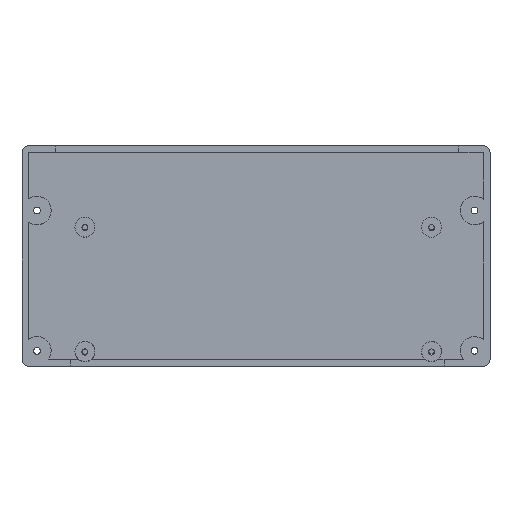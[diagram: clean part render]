
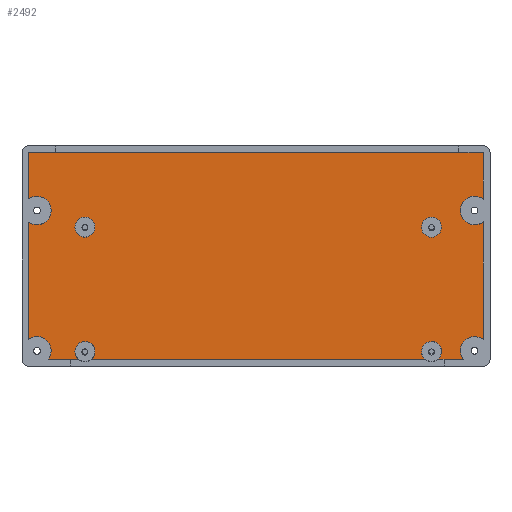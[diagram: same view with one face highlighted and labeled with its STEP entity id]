
A CAD part, top view. The second image highlights one B-rep face of the part: STEP entity #2492.
In plain terms, the highlighted planar face has unit normal (0, 0, 1).
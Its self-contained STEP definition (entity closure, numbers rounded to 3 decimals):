
#19=FACE_BOUND('',#345,.T.);
#20=FACE_BOUND('',#346,.T.);
#65=PLANE('',#2707);
#201=FACE_OUTER_BOUND('',#344,.T.);
#344=EDGE_LOOP('',(#2167,#2168,#2169,#2170,#2171,#2172,#2173,#2174,#2175,
#2176,#2177,#2178,#2179,#2180,#2181,#2182));
#345=EDGE_LOOP('',(#2183));
#346=EDGE_LOOP('',(#2184));
#582=CIRCLE('',#2675,3.);
#584=CIRCLE('',#2677,3.);
#586=CIRCLE('',#2681,3.);
#589=CIRCLE('',#2687,3.);
#590=CIRCLE('',#2688,3.);
#592=CIRCLE('',#2692,3.);
#593=CIRCLE('',#2708,4.25);
#594=CIRCLE('',#2709,4.25);
#595=CIRCLE('',#2710,4.25);
#596=CIRCLE('',#2711,4.25);
#687=LINE('',#5268,#838);
#690=LINE('',#5276,#841);
#727=LINE('',#8364,#878);
#730=LINE('',#8372,#881);
#732=LINE('',#8379,#883);
#733=LINE('',#8382,#884);
#734=LINE('',#8386,#885);
#735=LINE('',#8387,#886);
#838=VECTOR('',#3075,10.);
#841=VECTOR('',#3080,10.);
#878=VECTOR('',#3221,10.);
#881=VECTOR('',#3226,10.);
#883=VECTOR('',#3232,10.);
#884=VECTOR('',#3235,10.);
#885=VECTOR('',#3240,10.);
#886=VECTOR('',#3241,10.);
#1092=VERTEX_POINT('',#5261);
#1095=VERTEX_POINT('',#5266);
#1098=VERTEX_POINT('',#5273);
#1099=VERTEX_POINT('',#5275);
#1120=VERTEX_POINT('',#5494);
#1122=VERTEX_POINT('',#5499);
#1124=VERTEX_POINT('',#5658);
#1129=VERTEX_POINT('',#5826);
#1130=VERTEX_POINT('',#5828);
#1132=VERTEX_POINT('',#5988);
#1134=VERTEX_POINT('',#8362);
#1137=VERTEX_POINT('',#8369);
#1138=VERTEX_POINT('',#8371);
#1139=VERTEX_POINT('',#8375);
#1140=VERTEX_POINT('',#8376);
#1141=VERTEX_POINT('',#8378);
#1142=VERTEX_POINT('',#8380);
#1143=VERTEX_POINT('',#8384);
#1403=EDGE_CURVE('',#1095,#1092,#687,.T.);
#1406=EDGE_CURVE('',#1098,#1099,#690,.T.);
#1442=EDGE_CURVE('',#1095,#1120,#582,.T.);
#1445=EDGE_CURVE('',#1120,#1122,#584,.T.);
#1450=EDGE_CURVE('',#1124,#1124,#586,.T.);
#1460=EDGE_CURVE('',#1130,#1129,#589,.T.);
#1462=EDGE_CURVE('',#1129,#1092,#590,.T.);
#1467=EDGE_CURVE('',#1132,#1132,#592,.T.);
#1494=EDGE_CURVE('',#1134,#1098,#727,.T.);
#1497=EDGE_CURVE('',#1137,#1138,#730,.T.);
#1499=EDGE_CURVE('',#1139,#1140,#593,.T.);
#1500=EDGE_CURVE('',#1141,#1140,#732,.T.);
#1501=EDGE_CURVE('',#1141,#1142,#594,.T.);
#1502=EDGE_CURVE('',#1099,#1142,#733,.T.);
#1503=EDGE_CURVE('',#1134,#1138,#595,.T.);
#1504=EDGE_CURVE('',#1137,#1143,#596,.T.);
#1505=EDGE_CURVE('',#1130,#1143,#734,.T.);
#1506=EDGE_CURVE('',#1139,#1122,#735,.T.);
#2167=ORIENTED_EDGE('',*,*,#1499,.T.);
#2168=ORIENTED_EDGE('',*,*,#1500,.F.);
#2169=ORIENTED_EDGE('',*,*,#1501,.T.);
#2170=ORIENTED_EDGE('',*,*,#1502,.F.);
#2171=ORIENTED_EDGE('',*,*,#1406,.F.);
#2172=ORIENTED_EDGE('',*,*,#1494,.F.);
#2173=ORIENTED_EDGE('',*,*,#1503,.T.);
#2174=ORIENTED_EDGE('',*,*,#1497,.F.);
#2175=ORIENTED_EDGE('',*,*,#1504,.T.);
#2176=ORIENTED_EDGE('',*,*,#1505,.F.);
#2177=ORIENTED_EDGE('',*,*,#1460,.T.);
#2178=ORIENTED_EDGE('',*,*,#1462,.T.);
#2179=ORIENTED_EDGE('',*,*,#1403,.F.);
#2180=ORIENTED_EDGE('',*,*,#1442,.T.);
#2181=ORIENTED_EDGE('',*,*,#1445,.T.);
#2182=ORIENTED_EDGE('',*,*,#1506,.F.);
#2183=ORIENTED_EDGE('',*,*,#1467,.T.);
#2184=ORIENTED_EDGE('',*,*,#1450,.T.);
#2492=ADVANCED_FACE('',(#201,#19,#20),#65,.T.);
#2675=AXIS2_PLACEMENT_3D('',#5496,#3148,#3149);
#2677=AXIS2_PLACEMENT_3D('',#5501,#3153,#3154);
#2681=AXIS2_PLACEMENT_3D('',#5660,#3162,#3163);
#2687=AXIS2_PLACEMENT_3D('',#5829,#3179,#3180);
#2688=AXIS2_PLACEMENT_3D('',#5831,#3182,#3183);
#2692=AXIS2_PLACEMENT_3D('',#5990,#3191,#3192);
#2707=AXIS2_PLACEMENT_3D('',#8374,#3228,#3229);
#2708=AXIS2_PLACEMENT_3D('',#8377,#3230,#3231);
#2709=AXIS2_PLACEMENT_3D('',#8381,#3233,#3234);
#2710=AXIS2_PLACEMENT_3D('',#8383,#3236,#3237);
#2711=AXIS2_PLACEMENT_3D('',#8385,#3238,#3239);
#3075=DIRECTION('',(-1.,0.,0.));
#3080=DIRECTION('',(1.,0.,0.));
#3148=DIRECTION('center_axis',(0.,0.,
-1.));
#3149=DIRECTION('ref_axis',(1.,0.,0.));
#3153=DIRECTION('center_axis',(0.,0.,
-1.));
#3154=DIRECTION('ref_axis',(1.,0.,0.));
#3162=DIRECTION('center_axis',(0.,0.,
-1.));
#3163=DIRECTION('ref_axis',(1.,0.,0.));
#3179=DIRECTION('center_axis',(0.,0.,
-1.));
#3180=DIRECTION('ref_axis',(1.,0.,0.));
#3182=DIRECTION('center_axis',(0.,0.,
-1.));
#3183=DIRECTION('ref_axis',(1.,0.,0.));
#3191=DIRECTION('center_axis',(0.,0.,
-1.));
#3192=DIRECTION('ref_axis',(1.,0.,0.));
#3221=DIRECTION('',(0.,1.,0.));
#3226=DIRECTION('',(0.,1.,0.));
#3228=DIRECTION('center_axis',(0.,0.,
1.));
#3229=DIRECTION('ref_axis',(1.,0.,0.));
#3230=DIRECTION('center_axis',(0.,0.,
-1.));
#3231=DIRECTION('ref_axis',(1.,0.,0.));
#3232=DIRECTION('',(0.,-1.,0.));
#3233=DIRECTION('center_axis',(0.,0.,
-1.));
#3234=DIRECTION('ref_axis',(1.,0.,0.));
#3235=DIRECTION('',(0.,-1.,0.));
#3236=DIRECTION('center_axis',(0.,0.,
-1.));
#3237=DIRECTION('ref_axis',(1.,0.,0.));
#3238=DIRECTION('center_axis',(0.,0.,
-1.));
#3239=DIRECTION('ref_axis',(1.,0.,0.));
#3240=DIRECTION('',(-1.,0.,0.));
#3241=DIRECTION('',(-1.,0.,0.));
#5261=CARTESIAN_POINT('',(-49.439,-42.098,9.34));
#5266=CARTESIAN_POINT('',(50.655,-42.098,9.34));
#5268=CARTESIAN_POINT('',(-35.076,-42.098,9.34));
#5273=CARTESIAN_POINT('',(-68.101,19.866,9.34));
#5275=CARTESIAN_POINT('',(68.,19.866,9.34));
#5276=CARTESIAN_POINT('',(34.975,19.866,9.34));
#5494=CARTESIAN_POINT('',(49.49,-39.724,9.34));
#5496=CARTESIAN_POINT('Origin',(52.49,-39.724,9.34));
#5499=CARTESIAN_POINT('',(54.324,-42.098,9.34));
#5501=CARTESIAN_POINT('Origin',(52.49,-39.724,9.34));
#5658=CARTESIAN_POINT('',(-54.265,-2.472,9.34));
#5660=CARTESIAN_POINT('Origin',(-51.265,-2.472,9.34));
#5826=CARTESIAN_POINT('',(-54.258,-39.713,9.34));
#5828=CARTESIAN_POINT('',(-53.078,-42.098,9.34));
#5829=CARTESIAN_POINT('Origin',(-51.258,-39.713,9.34));
#5831=CARTESIAN_POINT('Origin',(-51.258,-39.713,9.34));
#5988=CARTESIAN_POINT('',(49.483,-2.482,9.34));
#5990=CARTESIAN_POINT('Origin',(52.483,-2.482,9.34));
#8362=CARTESIAN_POINT('',(-68.101,5.954,9.34));
#8364=CARTESIAN_POINT('',(-68.101,5.375,9.34));
#8369=CARTESIAN_POINT('',(-68.101,-36.046,9.34));
#8371=CARTESIAN_POINT('',(-68.101,-0.954,9.34));
#8372=CARTESIAN_POINT('',(-68.101,5.375,9.34));
#8374=CARTESIAN_POINT('Origin',(-0.051,-11.116,9.34));
#8375=CARTESIAN_POINT('',(62.011,-42.098,9.34));
#8376=CARTESIAN_POINT('',(68.,-36.158,9.34));
#8377=CARTESIAN_POINT('Origin',(65.375,-39.5,9.34));
#8378=CARTESIAN_POINT('',(68.,-0.842,9.34));
#8379=CARTESIAN_POINT('',(68.,-27.607,9.34));
#8380=CARTESIAN_POINT('',(68.,5.842,9.34));
#8381=CARTESIAN_POINT('Origin',(65.375,2.5,9.34));
#8382=CARTESIAN_POINT('',(68.,-27.607,9.34));
#8383=CARTESIAN_POINT('Origin',(-65.625,2.5,9.34));
#8384=CARTESIAN_POINT('',(-62.261,-42.098,9.34));
#8385=CARTESIAN_POINT('Origin',(-65.625,-39.5,9.34));
#8386=CARTESIAN_POINT('',(-35.076,-42.098,9.34));
#8387=CARTESIAN_POINT('',(-35.076,-42.098,9.34));
